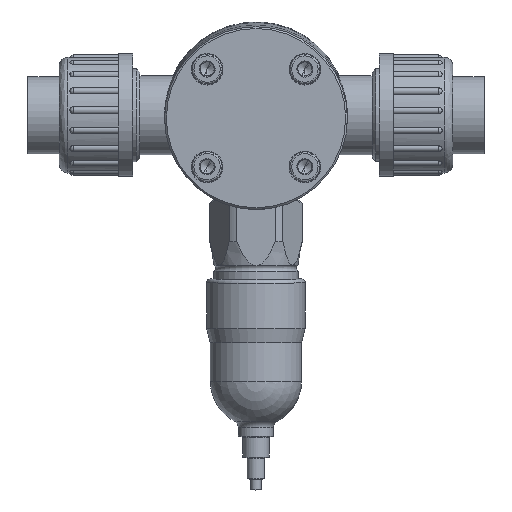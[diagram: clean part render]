
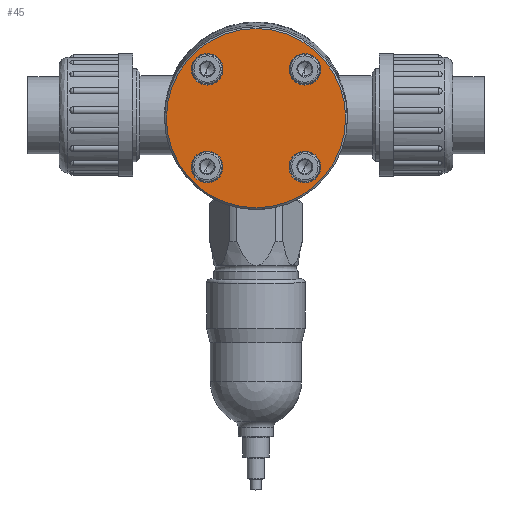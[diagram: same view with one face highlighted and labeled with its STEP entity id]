
A CAD part, front view. The second image highlights one B-rep face of the part: STEP entity #45.
In plain terms, the highlighted face is planar.
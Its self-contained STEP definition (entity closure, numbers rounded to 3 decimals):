
#45 = ADVANCED_FACE ( 'NONE', ( #1835, #14540, #6928, #8191, #12007 ), #15560, .F. ) ;
#612 = CIRCLE ( 'NONE', #12578, 25.5 ) ;
#733 = DIRECTION ( 'NONE',  ( 0., -1., 0. ) ) ;
#1512 = EDGE_LOOP ( 'NONE', ( #15000 ) ) ;
#1587 = CARTESIAN_POINT ( 'NONE',  ( 13.903, 0., -18.403 ) ) ;
#1835 = FACE_BOUND ( 'NONE', #5791, .T. ) ;
#2098 = EDGE_LOOP ( 'NONE', ( #4982 ) ) ;
#2168 = VERTEX_POINT ( 'NONE', #11111 ) ;
#2334 = CARTESIAN_POINT ( 'NONE',  ( 0., 0., 25.5 ) ) ;
#2492 = EDGE_LOOP ( 'NONE', ( #8910 ) ) ;
#2494 = DIRECTION ( 'NONE',  ( 0., 0., -1. ) ) ;
#4083 = CARTESIAN_POINT ( 'NONE',  ( -13.903, 0., 13.903 ) ) ;
#4504 = VERTEX_POINT ( 'NONE', #10684 ) ;
#4982 = ORIENTED_EDGE ( 'NONE', *, *, #16408, .F. ) ;
#5206 = AXIS2_PLACEMENT_3D ( 'NONE', #13552, #8475, #10573 ) ;
#5248 = AXIS2_PLACEMENT_3D ( 'NONE', #12043, #12292, #13221 ) ;
#5791 = EDGE_LOOP ( 'NONE', ( #15319 ) ) ;
#5893 = AXIS2_PLACEMENT_3D ( 'NONE', #16253, #7381, #12618 ) ;
#5950 = CIRCLE ( 'NONE', #7299, 4.5 ) ;
#5955 = EDGE_CURVE ( 'NONE', #11023, #11023, #5950, .T. ) ;
#6283 = EDGE_CURVE ( 'NONE', #13784, #13784, #612, .T. ) ;
#6513 = VERTEX_POINT ( 'NONE', #1587 ) ;
#6928 = FACE_BOUND ( 'NONE', #9887, .T. ) ;
#7299 = AXIS2_PLACEMENT_3D ( 'NONE', #4083, #7782, #2494 ) ;
#7381 = DIRECTION ( 'NONE',  ( 0., -1., 0. ) ) ;
#7782 = DIRECTION ( 'NONE',  ( 0., -1., 0. ) ) ;
#7871 = CARTESIAN_POINT ( 'NONE',  ( 0., 0., 0. ) ) ;
#8028 = DIRECTION ( 'NONE',  ( 0., 0., 1. ) ) ;
#8191 = FACE_BOUND ( 'NONE', #2492, .T. ) ;
#8413 = CARTESIAN_POINT ( 'NONE',  ( 0., 0., 0. ) ) ;
#8419 = EDGE_CURVE ( 'NONE', #2168, #2168, #13086, .T. ) ;
#8475 = DIRECTION ( 'NONE',  ( 0., -1., 0. ) ) ;
#8649 = DIRECTION ( 'NONE',  ( 0., 0., 1. ) ) ;
#8698 = CARTESIAN_POINT ( 'NONE',  ( -13.903, 0., 9.403 ) ) ;
#8910 = ORIENTED_EDGE ( 'NONE', *, *, #8419, .F. ) ;
#9887 = EDGE_LOOP ( 'NONE', ( #13834 ) ) ;
#10538 = CIRCLE ( 'NONE', #5206, 4.5 ) ;
#10573 = DIRECTION ( 'NONE',  ( 0., 0., -1. ) ) ;
#10684 = CARTESIAN_POINT ( 'NONE',  ( 13.903, 0., 9.403 ) ) ;
#11023 = VERTEX_POINT ( 'NONE', #8698 ) ;
#11111 = CARTESIAN_POINT ( 'NONE',  ( -13.903, 0., -18.403 ) ) ;
#12007 = FACE_OUTER_BOUND ( 'NONE', #1512, .T. ) ;
#12043 = CARTESIAN_POINT ( 'NONE',  ( 13.903, 0., 13.903 ) ) ;
#12292 = DIRECTION ( 'NONE',  ( 0., -1., 0. ) ) ;
#12578 = AXIS2_PLACEMENT_3D ( 'NONE', #8413, #733, #8649 ) ;
#12618 = DIRECTION ( 'NONE',  ( 0., 0., -1. ) ) ;
#12937 = DIRECTION ( 'NONE',  ( 0., 1., 0. ) ) ;
#13086 = CIRCLE ( 'NONE', #5893, 4.5 ) ;
#13221 = DIRECTION ( 'NONE',  ( 0., 0., -1. ) ) ;
#13552 = CARTESIAN_POINT ( 'NONE',  ( 13.903, 0., -13.903 ) ) ;
#13784 = VERTEX_POINT ( 'NONE', #2334 ) ;
#13834 = ORIENTED_EDGE ( 'NONE', *, *, #14033, .F. ) ;
#14033 = EDGE_CURVE ( 'NONE', #6513, #6513, #10538, .T. ) ;
#14540 = FACE_BOUND ( 'NONE', #2098, .T. ) ;
#14591 = CIRCLE ( 'NONE', #5248, 4.5 ) ;
#15000 = ORIENTED_EDGE ( 'NONE', *, *, #6283, .T. ) ;
#15319 = ORIENTED_EDGE ( 'NONE', *, *, #5955, .F. ) ;
#15380 = AXIS2_PLACEMENT_3D ( 'NONE', #7871, #12937, #8028 ) ;
#15560 = PLANE ( 'NONE',  #15380 ) ;
#16253 = CARTESIAN_POINT ( 'NONE',  ( -13.903, 0., -13.903 ) ) ;
#16408 = EDGE_CURVE ( 'NONE', #4504, #4504, #14591, .T. ) ;
